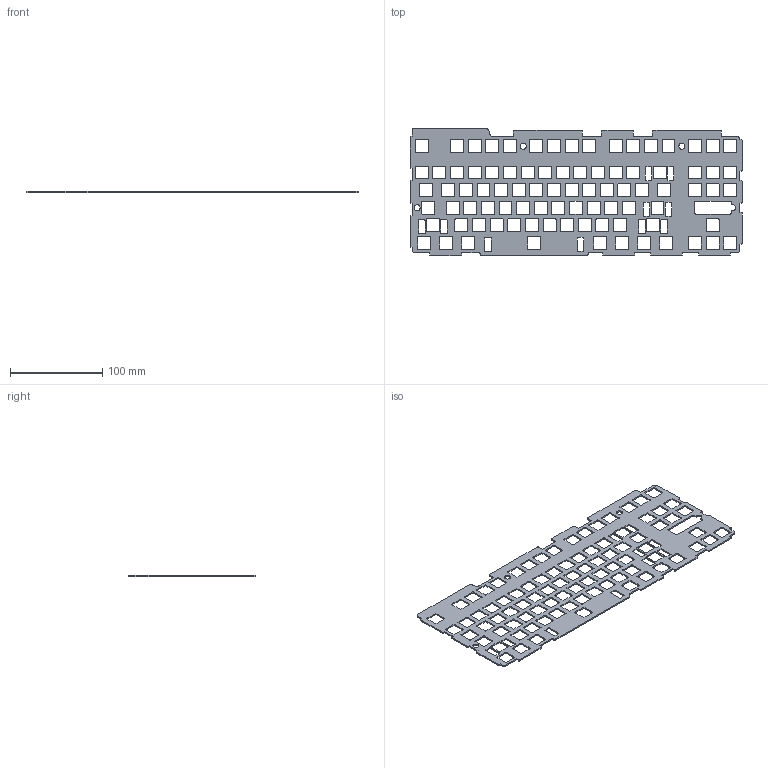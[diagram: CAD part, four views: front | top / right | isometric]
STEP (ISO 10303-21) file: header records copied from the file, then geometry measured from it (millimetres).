
FILE_DESCRIPTION(/* description */ ('','CAx-IF Rec.Pracs.---Representation and Presentation of Product Manufacturing Information (PMI)---4.0---2014-10-13'),/* implementation_level */ '2;1');
FILE_NAME(/* name */ 'Plate.step',/* time_stamp */ '2025-03-16T01:10:58+08:00',/* author */ (''),/* organization */ (''),/* preprocessor_version */ 'ST-DEVELOPER v20',/* originating_system */ 'Autodesk Translation Framework v13.20.0.188',/* authorisation */ '');
FILE_SCHEMA (('AP242_MANAGED_MODEL_BASED_3D_ENGINEERING_MIM_LF { 1 0 10303 442 1 1 4 }'));
Length unit declared in the file: millimetre
Products named in the file (1): Plate
Bounding box: 358.95 x 137.85 x 1.5 mm (x, y, z)
Volume: 43461.6 mm3; surface area: 67716.8 mm2
Topology: 1 solids, 1 shells, 988 faces, 2937 edges, 1958 vertices
Faces by surface type: plane 493, cylinder 432, bspline 63
Full cylindrical faces by diameter (mm): 6.5 x3
Entity records: 34332 total; most frequent: CARTESIAN_POINT 6955, ORIENTED_EDGE 5874, DIRECTION 5527, EDGE_CURVE 2937, VERTEX_POINT 1958, LINE 1947, VECTOR 1947, AXIS2_PLACEMENT_3D 1790
